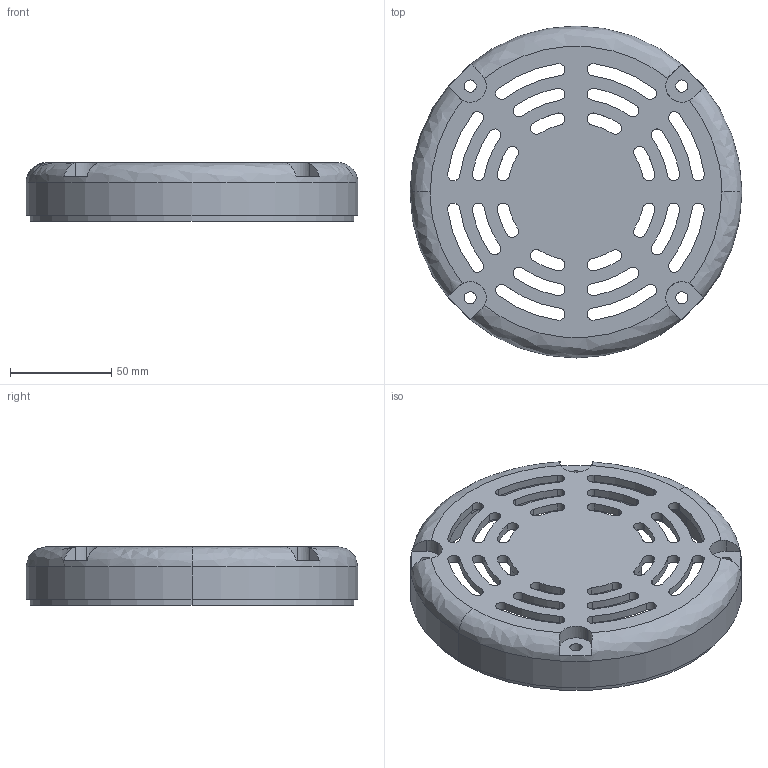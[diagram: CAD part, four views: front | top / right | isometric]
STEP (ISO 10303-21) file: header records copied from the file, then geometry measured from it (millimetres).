
FILE_DESCRIPTION (( 'STEP AP214' ), '1' );
FILE_NAME ('MTADP-OEB-140.STEP', '2020-07-08T14:01:14', ( '' ), ( '' ), 'SwSTEP 2.0', 'SolidWorks 2017', '' );
FILE_SCHEMA (( 'AUTOMOTIVE_DESIGN' ));
Length unit declared in the file: inch
Products named in the file (1): MTADP-OEB-140
Bounding box: 164 x 164 x 29 mm (x, y, z)
Volume: 154762.4 mm3; surface area: 74956 mm2
Topology: 1 solids, 1 shells, 208 faces, 604 edges, 402 vertices
Faces by surface type: cylinder 152, plane 54, bspline 2
Entity records: 7328 total; most frequent: CARTESIAN_POINT 1403, DIRECTION 1330, ORIENTED_EDGE 1208, EDGE_CURVE 604, AXIS2_PLACEMENT_3D 541, VERTEX_POINT 402, CIRCLE 334, EDGE_LOOP 268
